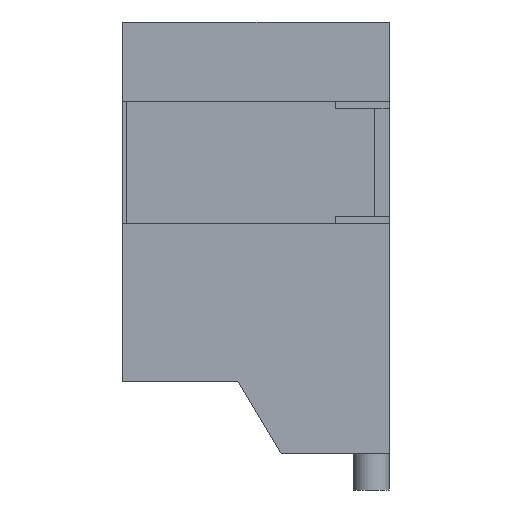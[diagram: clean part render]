
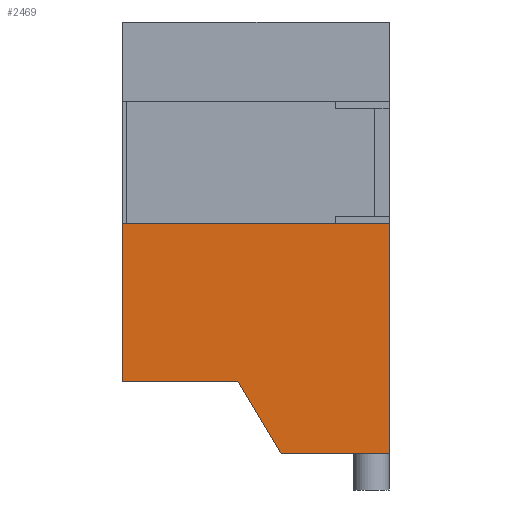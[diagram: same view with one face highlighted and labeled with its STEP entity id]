
A CAD part, left-side view. The second image highlights one B-rep face of the part: STEP entity #2469.
In plain terms, the highlighted planar face has unit normal (-1, 0, 0).
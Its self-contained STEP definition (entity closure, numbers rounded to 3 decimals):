
#2375 = DIRECTION ( 'NONE',  ( 0., 0., -1. ) ) ;
#2376 = VECTOR ( 'NONE', #2375, 1000. ) ;
#2377 = CARTESIAN_POINT ( 'NONE',  ( -9., 0., 0. ) ) ;
#2378 = LINE ( 'NONE', #2377, #2376 ) ;
#2384 = CARTESIAN_POINT ( 'NONE',  ( -9., 0., 0. ) ) ;
#2390 = DIRECTION ( 'NONE',  ( 0., 1., 0. ) ) ;
#2391 = VECTOR ( 'NONE', #2390, 1000. ) ;
#2392 = CARTESIAN_POINT ( 'NONE',  ( -9., 0., 3.2 ) ) ;
#2393 = LINE ( 'NONE', #2392, #2391 ) ;
#2446 = VERTEX_POINT ( 'NONE', #2384 ) ;
#2448 = EDGE_CURVE ( 'NONE', #2586, #2446, #2378, .T. ) ;
#2460 = ORIENTED_EDGE ( 'NONE', *, *, #2468, .T. ) ;
#2462 = ORIENTED_EDGE ( 'NONE', *, *, #2581, .F. ) ;
#2464 = EDGE_LOOP ( 'NONE', ( #2465, #2460, #2462, #2765, #2766, #2657 ) ) ;
#2465 = ORIENTED_EDGE ( 'NONE', *, *, #2448, .F. ) ;
#2468 = EDGE_CURVE ( 'NONE', #2586, #2569, #2393, .T. ) ;
#2469 = ADVANCED_FACE ( 'NONE', ( #6415 ), #5120, .T. ) ;
#2569 = VERTEX_POINT ( 'NONE', #5436 ) ;
#2581 = EDGE_CURVE ( 'NONE', #2633, #2569, #5414, .T. ) ;
#2586 = VERTEX_POINT ( 'NONE', #5323 ) ;
#2631 = EDGE_CURVE ( 'NONE', #2632, #2633, #5659, .T. ) ;
#2632 = VERTEX_POINT ( 'NONE', #5643 ) ;
#2633 = VERTEX_POINT ( 'NONE', #5642 ) ;
#2656 = VERTEX_POINT ( 'NONE', #5685 ) ;
#2657 = ORIENTED_EDGE ( 'NONE', *, *, #2658, .F. ) ;
#2658 = EDGE_CURVE ( 'NONE', #2446, #2656, #5683, .T. ) ;
#2765 = ORIENTED_EDGE ( 'NONE', *, *, #2631, .F. ) ;
#2766 = ORIENTED_EDGE ( 'NONE', *, *, #2767, .F. ) ;
#2767 = EDGE_CURVE ( 'NONE', #2656, #2632, #5882, .T. ) ;
#5119 = AXIS2_PLACEMENT_3D ( 'NONE', #5121, #5129, #5128 ) ;
#5120 = PLANE ( 'NONE',  #5119 ) ;
#5121 = CARTESIAN_POINT ( 'NONE',  ( -9., 3.7, 6. ) ) ;
#5128 = DIRECTION ( 'NONE',  ( 0., 0., 1. ) ) ;
#5129 = DIRECTION ( 'NONE',  ( -1., 0., 0. ) ) ;
#5323 = CARTESIAN_POINT ( 'NONE',  ( -9., 0., 3.2 ) ) ;
#5411 = DIRECTION ( 'NONE',  ( 0., 0., 1. ) ) ;
#5412 = VECTOR ( 'NONE', #5411, 1000. ) ;
#5413 = CARTESIAN_POINT ( 'NONE',  ( -9., 3.7, 6. ) ) ;
#5414 = LINE ( 'NONE', #5413, #5412 ) ;
#5436 = CARTESIAN_POINT ( 'NONE',  ( -9., 3.7, 3.2 ) ) ;
#5642 = CARTESIAN_POINT ( 'NONE',  ( -9., 3.7, 1. ) ) ;
#5643 = CARTESIAN_POINT ( 'NONE',  ( -9., 2.1, 1. ) ) ;
#5656 = DIRECTION ( 'NONE',  ( 0., 1., 0. ) ) ;
#5657 = VECTOR ( 'NONE', #5656, 1000. ) ;
#5658 = CARTESIAN_POINT ( 'NONE',  ( -9., 3.7, 1. ) ) ;
#5659 = LINE ( 'NONE', #5658, #5657 ) ;
#5680 = DIRECTION ( 'NONE',  ( 0., 1., 0. ) ) ;
#5681 = VECTOR ( 'NONE', #5680, 1000. ) ;
#5682 = CARTESIAN_POINT ( 'NONE',  ( -9., 1.5, 0. ) ) ;
#5683 = LINE ( 'NONE', #5682, #5681 ) ;
#5685 = CARTESIAN_POINT ( 'NONE',  ( -9., 1.5, 0. ) ) ;
#5879 = DIRECTION ( 'NONE',  ( 0., 0.514, 0.857 ) ) ;
#5880 = VECTOR ( 'NONE', #5879, 1000. ) ;
#5881 = CARTESIAN_POINT ( 'NONE',  ( -9., 2.1, 1. ) ) ;
#5882 = LINE ( 'NONE', #5881, #5880 ) ;
#6415 = FACE_OUTER_BOUND ( 'NONE', #2464, .T. ) ;
